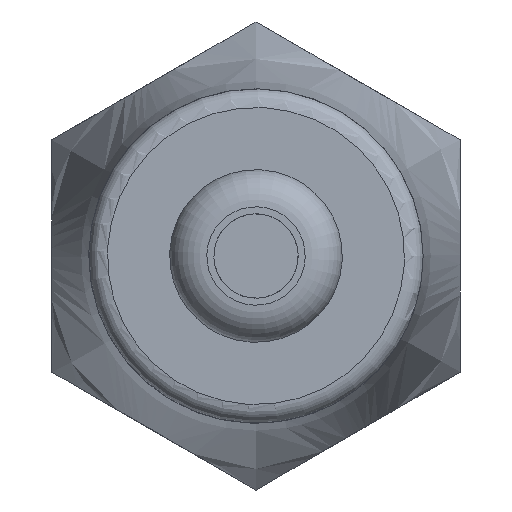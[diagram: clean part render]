
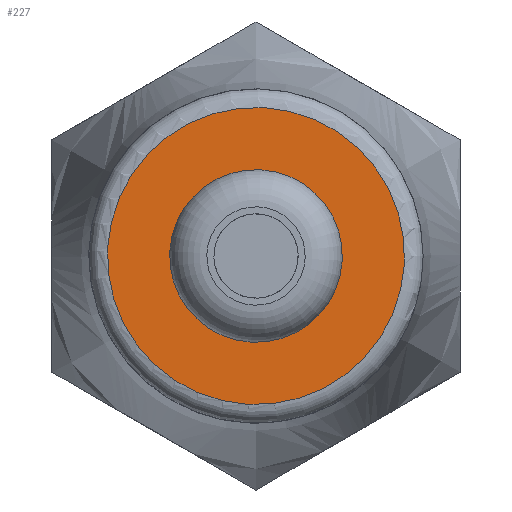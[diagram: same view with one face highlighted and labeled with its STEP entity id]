
A CAD part, front view. The second image highlights one B-rep face of the part: STEP entity #227.
In plain terms, the highlighted planar face has unit normal (0, -1, 0).
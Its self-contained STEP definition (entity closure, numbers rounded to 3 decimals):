
#227 = ADVANCED_FACE( '', ( #511, #512 ), #513, .F. );
#511 = FACE_BOUND( '', #1127, .T. );
#512 = FACE_OUTER_BOUND( '', #1128, .T. );
#513 = PLANE( '', #1129 );
#1127 = EDGE_LOOP( '', ( #1613 ) );
#1128 = EDGE_LOOP( '', ( #1614 ) );
#1129 = AXIS2_PLACEMENT_3D( '', #1615, #1616, #1617 );
#1613 = ORIENTED_EDGE( '', *, *, #1879, .F. );
#1614 = ORIENTED_EDGE( '', *, *, #1743, .T. );
#1615 = CARTESIAN_POINT( '', ( 0., -16.6, 0. ) );
#1616 = DIRECTION( '', ( 0., 1., 0. ) );
#1617 = DIRECTION( '', ( 0.837, 0., -0.547 ) );
#1743 = EDGE_CURVE( '', #1954, #1954, #1955, .F. );
#1879 = EDGE_CURVE( '', #2151, #2151, #2152, .T. );
#1954 = VERTEX_POINT( '', #2310 );
#1955 = CIRCLE( '', #2311, 8. );
#2151 = VERTEX_POINT( '', #3074 );
#2152 = CIRCLE( '', #3075, 4.65 );
#2310 = CARTESIAN_POINT( '', ( 6.697, -16.6, -4.376 ) );
#2311 = AXIS2_PLACEMENT_3D( '', #3152, #3153, #3154 );
#3074 = CARTESIAN_POINT( '', ( 2.543, -16.6, 3.893 ) );
#3075 = AXIS2_PLACEMENT_3D( '', #3305, #3306, #3307 );
#3152 = CARTESIAN_POINT( '', ( 0., -16.6, 0. ) );
#3153 = DIRECTION( '', ( 0., 1., 0. ) );
#3154 = DIRECTION( '', ( 0.837, 0., -0.547 ) );
#3305 = CARTESIAN_POINT( '', ( 0., -16.6, 0. ) );
#3306 = DIRECTION( '', ( 0., -1., 0. ) );
#3307 = DIRECTION( '', ( 0.547, 0., 0.837 ) );
